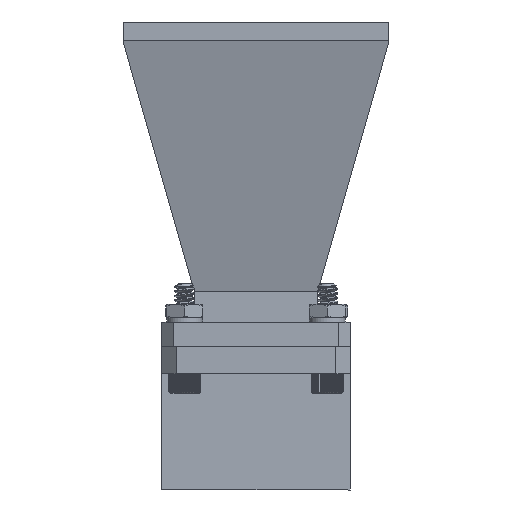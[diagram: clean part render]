
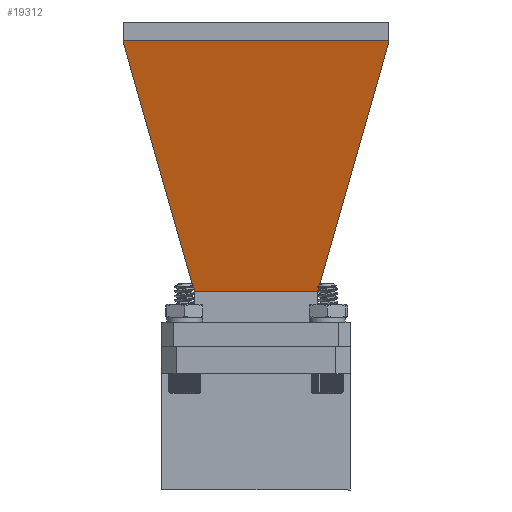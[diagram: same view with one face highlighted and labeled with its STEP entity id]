
A CAD part, front view. The second image highlights one B-rep face of the part: STEP entity #19312.
In plain terms, the highlighted face is planar.
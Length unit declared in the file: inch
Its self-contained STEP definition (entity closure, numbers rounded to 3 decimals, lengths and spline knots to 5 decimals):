
#7 = CARTESIAN_POINT ( 'NONE',  ( -0.69458, 0.92625, 3.69636 ) ) ;
#330 = DIRECTION ( 'NONE',  ( 0.226, -0.267, -0.937 ) ) ;
#614 = FACE_OUTER_BOUND ( 'NONE', #24128, .T. ) ;
#819 = VERTEX_POINT ( 'NONE', #9552 ) ;
#1315 = AXIS2_PLACEMENT_3D ( 'NONE', #8315, #25518, #16004 ) ;
#2013 = VERTEX_POINT ( 'NONE', #13296 ) ;
#2150 = CARTESIAN_POINT ( 'NONE',  ( -0.69458, -0.92625, 3.69636 ) ) ;
#2283 = LINE ( 'NONE', #9822, #4167 ) ;
#4167 = VECTOR ( 'NONE', #19969, 39.37008 ) ;
#4413 = LINE ( 'NONE', #19752, #8932 ) ;
#5627 = EDGE_CURVE ( 'NONE', #23189, #19529, #27766, .T. ) ;
#6047 = VECTOR ( 'NONE', #330, 39.37008 ) ;
#6544 = EDGE_CURVE ( 'NONE', #819, #13125, #4413, .T. ) ;
#7335 = DIRECTION ( 'NONE',  ( -0.235, 0., 0.972 ) ) ;
#7355 = EDGE_CURVE ( 'NONE', #24658, #819, #2283, .T. ) ;
#8315 = CARTESIAN_POINT ( 'NONE',  ( -0.49578, 0., 2.87376 ) ) ;
#8904 = ORIENTED_EDGE ( 'NONE', *, *, #16466, .T. ) ;
#8932 = VECTOR ( 'NONE', #17100, 39.37008 ) ;
#9478 = VECTOR ( 'NONE', #17777, 39.37008 ) ;
#9552 = CARTESIAN_POINT ( 'NONE',  ( -0.69646, 0.92625, 3.70418 ) ) ;
#9822 = CARTESIAN_POINT ( 'NONE',  ( -0.69646, 0., 3.70418 ) ) ;
#10202 = ORIENTED_EDGE ( 'NONE', *, *, #6544, .T. ) ;
#11099 = ORIENTED_EDGE ( 'NONE', *, *, #28305, .T. ) ;
#11209 = VECTOR ( 'NONE', #7335, 39.37008 ) ;
#12187 = ORIENTED_EDGE ( 'NONE', *, *, #7355, .T. ) ;
#12897 = EDGE_CURVE ( 'NONE', #2013, #23189, #26903, .T. ) ;
#13059 = CARTESIAN_POINT ( 'NONE',  ( -0.69458, -0.92625, 3.69636 ) ) ;
#13125 = VERTEX_POINT ( 'NONE', #28552 ) ;
#13296 = CARTESIAN_POINT ( 'NONE',  ( -0.27361, 0.4298, 1.95443 ) ) ;
#14261 = CARTESIAN_POINT ( 'NONE',  ( -0.27361, 0., 1.95443 ) ) ;
#15077 = LINE ( 'NONE', #7, #6047 ) ;
#16004 = DIRECTION ( 'NONE',  ( -0.235, 0., 0.972 ) ) ;
#16466 = EDGE_CURVE ( 'NONE', #13125, #2013, #15077, .T. ) ;
#17100 = DIRECTION ( 'NONE',  ( 0.235, 0., -0.972 ) ) ;
#17777 = DIRECTION ( 'NONE',  ( -0.226, -0.267, 0.937 ) ) ;
#19312 = ADVANCED_FACE ( 'NONE', ( #614 ), #20976, .T. ) ;
#19412 = VECTOR ( 'NONE', #32267, 39.37008 ) ;
#19529 = VERTEX_POINT ( 'NONE', #13059 ) ;
#19752 = CARTESIAN_POINT ( 'NONE',  ( -0.69646, 0.92625, 3.70418 ) ) ;
#19969 = DIRECTION ( 'NONE',  ( 0., 1., 0. ) ) ;
#20976 = PLANE ( 'NONE',  #1315 ) ;
#21116 = CARTESIAN_POINT ( 'NONE',  ( -0.69646, -0.92625, 3.70418 ) ) ;
#23189 = VERTEX_POINT ( 'NONE', #30676 ) ;
#24128 = EDGE_LOOP ( 'NONE', ( #26833, #11099, #12187, #10202, #8904, #25169 ) ) ;
#24658 = VERTEX_POINT ( 'NONE', #21116 ) ;
#25169 = ORIENTED_EDGE ( 'NONE', *, *, #12897, .T. ) ;
#25518 = DIRECTION ( 'NONE',  ( -0.972, 0., -0.235 ) ) ;
#26833 = ORIENTED_EDGE ( 'NONE', *, *, #5627, .T. ) ;
#26903 = LINE ( 'NONE', #14261, #19412 ) ;
#27766 = LINE ( 'NONE', #31106, #9478 ) ;
#28305 = EDGE_CURVE ( 'NONE', #19529, #24658, #29996, .T. ) ;
#28552 = CARTESIAN_POINT ( 'NONE',  ( -0.69458, 0.92625, 3.69636 ) ) ;
#29996 = LINE ( 'NONE', #2150, #11209 ) ;
#30676 = CARTESIAN_POINT ( 'NONE',  ( -0.27361, -0.4298, 1.95443 ) ) ;
#31106 = CARTESIAN_POINT ( 'NONE',  ( -0.27361, -0.4298, 1.95443 ) ) ;
#32267 = DIRECTION ( 'NONE',  ( 0., -1., 0. ) ) ;
